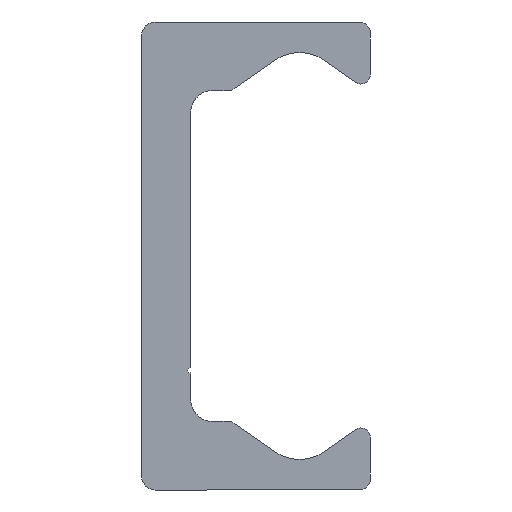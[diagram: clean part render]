
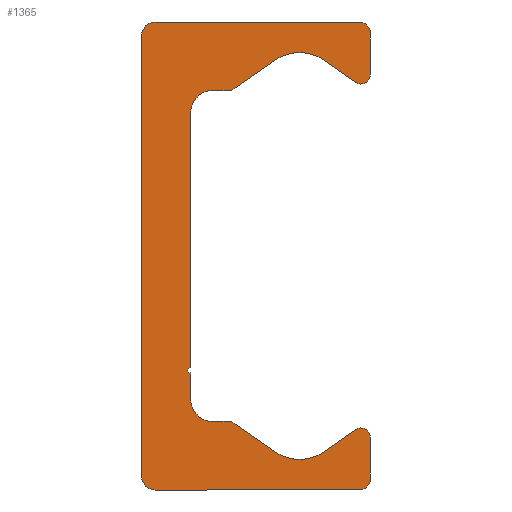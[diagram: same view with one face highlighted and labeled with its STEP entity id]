
A CAD part, left-side view. The second image highlights one B-rep face of the part: STEP entity #1365.
In plain terms, the highlighted planar face has unit normal (-1, 0, 0).
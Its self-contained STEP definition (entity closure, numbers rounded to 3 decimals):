
#468=CARTESIAN_POINT('',(0.0,9.25,-21.5));
#469=VERTEX_POINT('',#468);
#476=CARTESIAN_POINT('',(0.0,10.5,-20.25));
#477=VERTEX_POINT('',#476);
#478=CARTESIAN_POINT('',(0.0,9.25,-20.25));
#479=DIRECTION('',(1.0,0.0,0.0));
#480=DIRECTION('',(0.0,0.0,-1.0));
#481=AXIS2_PLACEMENT_3D('',#478,#479,#480);
#482=CIRCLE('',#481,1.25);
#483=EDGE_CURVE('',#469,#477,#482,.T.);
#507=CARTESIAN_POINT('',(0.0,-9.5,-21.5));
#508=VERTEX_POINT('',#507);
#515=CARTESIAN_POINT('',(0.0,-9.5,-21.5));
#516=DIRECTION('',(0.0,1.0,0.0));
#517=VECTOR('',#516,18.75);
#518=LINE('',#515,#517);
#519=EDGE_CURVE('',#508,#469,#518,.T.);
#539=CARTESIAN_POINT('',(0.0,-10.5,-20.5));
#540=VERTEX_POINT('',#539);
#547=CARTESIAN_POINT('',(0.0,-9.5,-20.5));
#548=DIRECTION('',(1.0,0.0,0.0));
#549=DIRECTION('',(0.0,-1.0,0.0));
#550=AXIS2_PLACEMENT_3D('',#547,#548,#549);
#551=CIRCLE('',#550,1.0);
#552=EDGE_CURVE('',#540,#508,#551,.T.);
#571=CARTESIAN_POINT('',(0.0,-10.5,-16.65));
#572=VERTEX_POINT('',#571);
#579=CARTESIAN_POINT('',(0.0,-10.5,-16.65));
#580=DIRECTION('',(0.0,0.0,-1.0));
#581=VECTOR('',#580,3.85);
#582=LINE('',#579,#581);
#583=EDGE_CURVE('',#572,#540,#582,.T.);
#603=CARTESIAN_POINT('',(0.0,-9.162,-15.954));
#604=VERTEX_POINT('',#603);
#611=CARTESIAN_POINT('',(0.0,-9.65,-16.65));
#612=DIRECTION('',(1.0,0.0,0.0));
#613=DIRECTION('',(0.0,0.574,0.819));
#614=AXIS2_PLACEMENT_3D('',#611,#612,#613);
#615=CIRCLE('',#614,0.85);
#616=EDGE_CURVE('',#604,#572,#615,.T.);
#635=CARTESIAN_POINT('',(0.0,-6.294,-17.962));
#636=VERTEX_POINT('',#635);
#643=CARTESIAN_POINT('',(0.0,-6.294,-17.962));
#644=DIRECTION('',(0.0,-0.819,0.574));
#645=VECTOR('',#644,3.501);
#646=LINE('',#643,#645);
#647=EDGE_CURVE('',#636,#604,#646,.T.);
#667=CARTESIAN_POINT('',(0.0,-1.706,-17.962));
#668=VERTEX_POINT('',#667);
#675=CARTESIAN_POINT('',(0.0,-4.,-14.685));
#676=DIRECTION('',(-1.0,0.0,0.0));
#677=DIRECTION('',(0.0,0.574,0.819));
#678=AXIS2_PLACEMENT_3D('',#675,#676,#677);
#679=CIRCLE('',#678,4.0);
#680=EDGE_CURVE('',#668,#636,#679,.T.);
#699=CARTESIAN_POINT('',(0.0,1.981,-15.381));
#700=VERTEX_POINT('',#699);
#707=CARTESIAN_POINT('',(0.0,1.981,-15.381));
#708=DIRECTION('',(0.0,-0.819,-0.574));
#709=VECTOR('',#708,4.5);
#710=LINE('',#707,#709);
#711=EDGE_CURVE('',#700,#668,#710,.T.);
#731=CARTESIAN_POINT('',(0.0,2.554,-15.2));
#732=VERTEX_POINT('',#731);
#739=CARTESIAN_POINT('',(0.0,2.554,-16.2));
#740=DIRECTION('',(1.0,0.0,0.0));
#741=DIRECTION('',(0.0,0.0,1.0));
#742=AXIS2_PLACEMENT_3D('',#739,#740,#741);
#743=CIRCLE('',#742,1.);
#744=EDGE_CURVE('',#732,#700,#743,.T.);
#763=CARTESIAN_POINT('',(0.0,4.0,-15.2));
#764=VERTEX_POINT('',#763);
#771=CARTESIAN_POINT('',(0.0,4.0,-15.2));
#772=DIRECTION('',(0.0,-1.0,0.0));
#773=VECTOR('',#772,1.446);
#774=LINE('',#771,#773);
#775=EDGE_CURVE('',#764,#732,#774,.T.);
#795=CARTESIAN_POINT('',(0.0,6.,-13.2));
#796=VERTEX_POINT('',#795);
#803=CARTESIAN_POINT('',(0.0,4.,-13.2));
#804=DIRECTION('',(-1.0,0.0,0.0));
#805=DIRECTION('',(0.0,0.0,1.0));
#806=AXIS2_PLACEMENT_3D('',#803,#804,#805);
#807=CIRCLE('',#806,2.0);
#808=EDGE_CURVE('',#796,#764,#807,.T.);
#827=CARTESIAN_POINT('',(0.0,6.,-10.75));
#828=VERTEX_POINT('',#827);
#835=CARTESIAN_POINT('',(0.0,6.,-10.75));
#836=DIRECTION('',(0.0,0.0,-1.0));
#837=VECTOR('',#836,2.45);
#838=LINE('',#835,#837);
#839=EDGE_CURVE('',#828,#796,#838,.T.);
#859=CARTESIAN_POINT('',(0.0,6.,-10.25));
#860=VERTEX_POINT('',#859);
#867=CARTESIAN_POINT('',(0.0,6.,-10.5));
#868=DIRECTION('',(-1.0,0.0,0.0));
#869=DIRECTION('',(0.0,0.0,1.0));
#870=AXIS2_PLACEMENT_3D('',#867,#868,#869);
#871=CIRCLE('',#870,0.25);
#872=EDGE_CURVE('',#860,#828,#871,.T.);
#891=CARTESIAN_POINT('',(0.0,6.,13.2));
#892=VERTEX_POINT('',#891);
#899=CARTESIAN_POINT('',(0.0,6.,13.2));
#900=DIRECTION('',(0.0,0.0,-1.0));
#901=VECTOR('',#900,23.45);
#902=LINE('',#899,#901);
#903=EDGE_CURVE('',#892,#860,#902,.T.);
#947=CARTESIAN_POINT('',(0.0,4.0,15.2));
#948=VERTEX_POINT('',#947);
#955=CARTESIAN_POINT('',(0.0,4.,13.2));
#956=DIRECTION('',(-1.0,0.0,0.0));
#957=DIRECTION('',(0.0,-1.0,0.0));
#958=AXIS2_PLACEMENT_3D('',#955,#956,#957);
#959=CIRCLE('',#958,2.0);
#960=EDGE_CURVE('',#948,#892,#959,.T.);
#979=CARTESIAN_POINT('',(0.0,2.554,15.2));
#980=VERTEX_POINT('',#979);
#987=CARTESIAN_POINT('',(0.0,2.554,15.2));
#988=DIRECTION('',(0.0,1.0,0.0));
#989=VECTOR('',#988,1.446);
#990=LINE('',#987,#989);
#991=EDGE_CURVE('',#980,#948,#990,.T.);
#1011=CARTESIAN_POINT('',(0.0,1.981,15.381));
#1012=VERTEX_POINT('',#1011);
#1019=CARTESIAN_POINT('',(0.0,2.554,16.2));
#1020=DIRECTION('',(1.0,0.0,0.0));
#1021=DIRECTION('',(0.0,-0.574,-0.819));
#1022=AXIS2_PLACEMENT_3D('',#1019,#1020,#1021);
#1023=CIRCLE('',#1022,1.);
#1024=EDGE_CURVE('',#1012,#980,#1023,.T.);
#1043=CARTESIAN_POINT('',(0.0,-1.706,17.962));
#1044=VERTEX_POINT('',#1043);
#1051=CARTESIAN_POINT('',(0.0,-1.706,17.962));
#1052=DIRECTION('',(0.0,0.819,-0.574));
#1053=VECTOR('',#1052,4.5);
#1054=LINE('',#1051,#1053);
#1055=EDGE_CURVE('',#1044,#1012,#1054,.T.);
#1075=CARTESIAN_POINT('',(0.0,-6.294,17.962));
#1076=VERTEX_POINT('',#1075);
#1083=CARTESIAN_POINT('',(0.0,-4.,14.685));
#1084=DIRECTION('',(-1.0,0.0,0.0));
#1085=DIRECTION('',(0.0,-0.574,-0.819));
#1086=AXIS2_PLACEMENT_3D('',#1083,#1084,#1085);
#1087=CIRCLE('',#1086,4.0);
#1088=EDGE_CURVE('',#1076,#1044,#1087,.T.);
#1107=CARTESIAN_POINT('',(0.0,-9.162,15.954));
#1108=VERTEX_POINT('',#1107);
#1115=CARTESIAN_POINT('',(0.0,-9.162,15.954));
#1116=DIRECTION('',(0.0,0.819,0.574));
#1117=VECTOR('',#1116,3.501);
#1118=LINE('',#1115,#1117);
#1119=EDGE_CURVE('',#1108,#1076,#1118,.T.);
#1139=CARTESIAN_POINT('',(0.0,-10.5,16.65));
#1140=VERTEX_POINT('',#1139);
#1147=CARTESIAN_POINT('',(0.0,-9.65,16.65));
#1148=DIRECTION('',(1.0,0.0,0.0));
#1149=DIRECTION('',(0.0,-1.0,0.0));
#1150=AXIS2_PLACEMENT_3D('',#1147,#1148,#1149);
#1151=CIRCLE('',#1150,0.85);
#1152=EDGE_CURVE('',#1140,#1108,#1151,.T.);
#1171=CARTESIAN_POINT('',(0.0,-10.5,20.5));
#1172=VERTEX_POINT('',#1171);
#1179=CARTESIAN_POINT('',(0.0,-10.5,20.5));
#1180=DIRECTION('',(0.0,0.0,-1.0));
#1181=VECTOR('',#1180,3.85);
#1182=LINE('',#1179,#1181);
#1183=EDGE_CURVE('',#1172,#1140,#1182,.T.);
#1203=CARTESIAN_POINT('',(0.0,-9.5,21.5));
#1204=VERTEX_POINT('',#1203);
#1211=CARTESIAN_POINT('',(0.0,-9.5,20.5));
#1212=DIRECTION('',(1.0,0.0,0.0));
#1213=DIRECTION('',(0.0,0.0,1.0));
#1214=AXIS2_PLACEMENT_3D('',#1211,#1212,#1213);
#1215=CIRCLE('',#1214,1.0);
#1216=EDGE_CURVE('',#1204,#1172,#1215,.T.);
#1235=CARTESIAN_POINT('',(0.0,9.25,21.5));
#1236=VERTEX_POINT('',#1235);
#1243=CARTESIAN_POINT('',(0.0,9.25,21.5));
#1244=DIRECTION('',(0.0,-1.0,0.0));
#1245=VECTOR('',#1244,18.75);
#1246=LINE('',#1243,#1245);
#1247=EDGE_CURVE('',#1236,#1204,#1246,.T.);
#1267=CARTESIAN_POINT('',(0.0,10.5,20.25));
#1268=VERTEX_POINT('',#1267);
#1275=CARTESIAN_POINT('',(0.0,9.25,20.25));
#1276=DIRECTION('',(1.0,0.0,0.0));
#1277=DIRECTION('',(0.0,1.0,0.0));
#1278=AXIS2_PLACEMENT_3D('',#1275,#1276,#1277);
#1279=CIRCLE('',#1278,1.25);
#1280=EDGE_CURVE('',#1268,#1236,#1279,.T.);
#1298=CARTESIAN_POINT('',(0.0,10.5,-20.25));
#1299=DIRECTION('',(0.0,0.0,1.0));
#1300=VECTOR('',#1299,40.5);
#1301=LINE('',#1298,#1300);
#1302=EDGE_CURVE('',#477,#1268,#1301,.T.);
#1332=CARTESIAN_POINT('',(0.0,2.66,-0.019));
#1333=DIRECTION('',(1.0,0.0,0.0));
#1334=DIRECTION('',(0.0,0.0,-1.0));
#1335=AXIS2_PLACEMENT_3D('',#1332,#1333,#1334);
#1336=PLANE('',#1335);
#1337=ORIENTED_EDGE('',*,*,#1302,.F.);
#1338=ORIENTED_EDGE('',*,*,#483,.F.);
#1339=ORIENTED_EDGE('',*,*,#519,.F.);
#1340=ORIENTED_EDGE('',*,*,#552,.F.);
#1341=ORIENTED_EDGE('',*,*,#583,.F.);
#1342=ORIENTED_EDGE('',*,*,#616,.F.);
#1343=ORIENTED_EDGE('',*,*,#647,.F.);
#1344=ORIENTED_EDGE('',*,*,#680,.F.);
#1345=ORIENTED_EDGE('',*,*,#711,.F.);
#1346=ORIENTED_EDGE('',*,*,#744,.F.);
#1347=ORIENTED_EDGE('',*,*,#775,.F.);
#1348=ORIENTED_EDGE('',*,*,#808,.F.);
#1349=ORIENTED_EDGE('',*,*,#839,.F.);
#1350=ORIENTED_EDGE('',*,*,#872,.F.);
#1351=ORIENTED_EDGE('',*,*,#903,.F.);
#1352=ORIENTED_EDGE('',*,*,#960,.F.);
#1353=ORIENTED_EDGE('',*,*,#991,.F.);
#1354=ORIENTED_EDGE('',*,*,#1024,.F.);
#1355=ORIENTED_EDGE('',*,*,#1055,.F.);
#1356=ORIENTED_EDGE('',*,*,#1088,.F.);
#1357=ORIENTED_EDGE('',*,*,#1119,.F.);
#1358=ORIENTED_EDGE('',*,*,#1152,.F.);
#1359=ORIENTED_EDGE('',*,*,#1183,.F.);
#1360=ORIENTED_EDGE('',*,*,#1216,.F.);
#1361=ORIENTED_EDGE('',*,*,#1247,.F.);
#1362=ORIENTED_EDGE('',*,*,#1280,.F.);
#1363=EDGE_LOOP('',(#1337,#1338,#1339,#1340,#1341,#1342,#1343,#1344,#1345,#1346,#1347,#1348,#1349,#1350,#1351,#1352,#1353,#1354,#1355,#1356,#1357,#1358,#1359,#1360,#1361,#1362));
#1364=FACE_OUTER_BOUND('',#1363,.T.);
#1365=ADVANCED_FACE('',(#1364),#1336,.F.);
